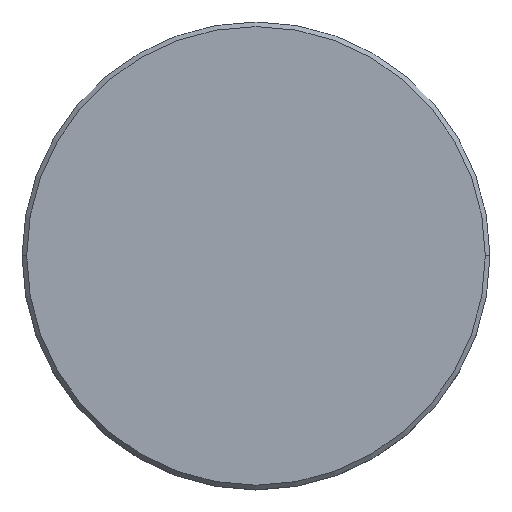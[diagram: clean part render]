
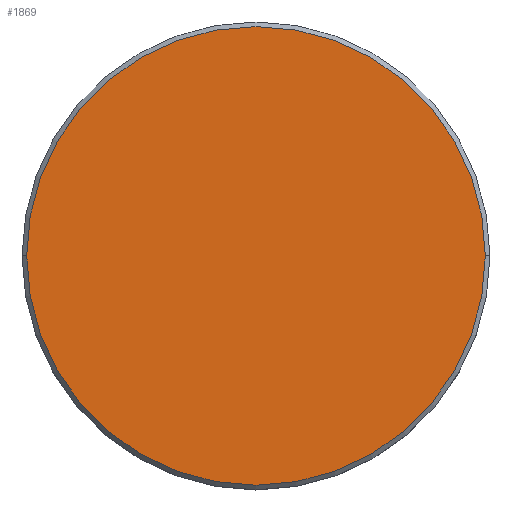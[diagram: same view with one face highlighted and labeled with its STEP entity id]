
A CAD part, top view. The second image highlights one B-rep face of the part: STEP entity #1869.
In plain terms, the highlighted planar face has unit normal (0, 0, 1).
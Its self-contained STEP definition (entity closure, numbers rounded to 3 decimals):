
#177 = CARTESIAN_POINT ( 'NONE',  ( 0., 0., 3. ) ) ;
#397 = DIRECTION ( 'NONE',  ( 1., 0., 0. ) ) ;
#617 = CIRCLE ( 'NONE', #1923, 12.45 ) ;
#696 = CARTESIAN_POINT ( 'NONE',  ( 0., 0., 3. ) ) ;
#832 = CIRCLE ( 'NONE', #1178, 12.45 ) ;
#887 = EDGE_CURVE ( 'NONE', #2491, #1714, #832, .T. ) ;
#936 = DIRECTION ( 'NONE',  ( 1., 0., 0. ) ) ;
#995 = EDGE_CURVE ( 'NONE', #1714, #2491, #617, .T. ) ;
#1009 = CARTESIAN_POINT ( 'NONE',  ( 12.45, 0., 3. ) ) ;
#1045 = ORIENTED_EDGE ( 'NONE', *, *, #887, .T. ) ;
#1178 = AXIS2_PLACEMENT_3D ( 'NONE', #177, #1782, #397 ) ;
#1300 = DIRECTION ( 'NONE',  ( 0., 0., 1. ) ) ;
#1714 = VERTEX_POINT ( 'NONE', #2805 ) ;
#1748 = ORIENTED_EDGE ( 'NONE', *, *, #995, .T. ) ;
#1782 = DIRECTION ( 'NONE',  ( 0., 0., 1. ) ) ;
#1869 = ADVANCED_FACE ( 'NONE', ( #1913 ), #2201, .T. ) ;
#1913 = FACE_OUTER_BOUND ( 'NONE', #1917, .T. ) ;
#1917 = EDGE_LOOP ( 'NONE', ( #1748, #1045 ) ) ;
#1923 = AXIS2_PLACEMENT_3D ( 'NONE', #696, #2296, #936 ) ;
#2019 = AXIS2_PLACEMENT_3D ( 'NONE', #2642, #1300, #2860 ) ;
#2201 = PLANE ( 'NONE',  #2019 ) ;
#2296 = DIRECTION ( 'NONE',  ( 0., 0., 1. ) ) ;
#2491 = VERTEX_POINT ( 'NONE', #1009 ) ;
#2642 = CARTESIAN_POINT ( 'NONE',  ( 0., 0., 3. ) ) ;
#2805 = CARTESIAN_POINT ( 'NONE',  ( -12.45, 0., 3. ) ) ;
#2860 = DIRECTION ( 'NONE',  ( 1., 0., 0. ) ) ;
